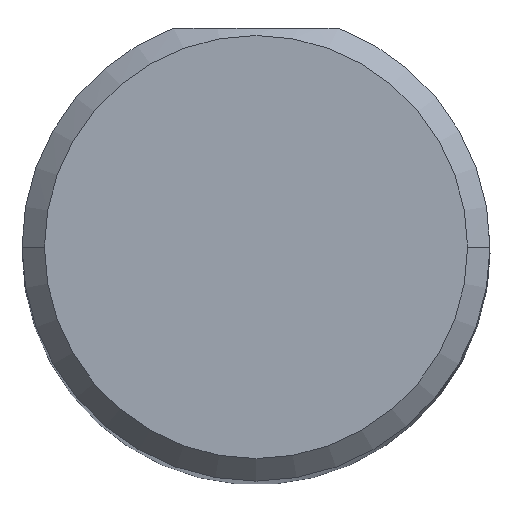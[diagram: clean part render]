
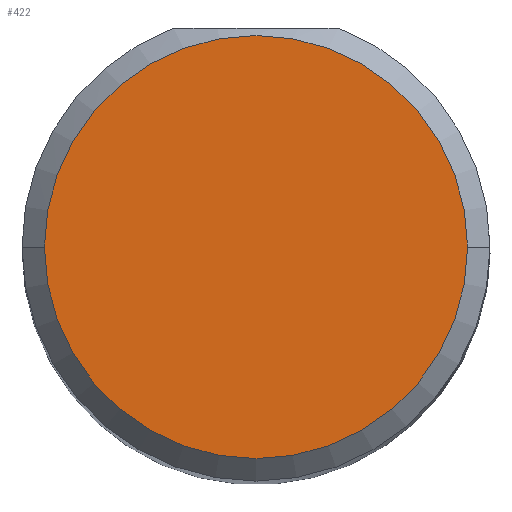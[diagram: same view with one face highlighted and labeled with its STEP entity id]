
A CAD part, top view. The second image highlights one B-rep face of the part: STEP entity #422.
In plain terms, the highlighted planar face has unit normal (0, 0, 1).
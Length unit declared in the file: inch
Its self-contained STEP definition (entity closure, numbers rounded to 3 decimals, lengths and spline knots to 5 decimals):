
#40 = CARTESIAN_POINT ( 'NONE',  ( 0., 0., 2.5 ) ) ;
#73 = DIRECTION ( 'NONE',  ( 0., 0., 1. ) ) ;
#114 = AXIS2_PLACEMENT_3D ( 'NONE', #393, #434, #473 ) ;
#138 = CIRCLE ( 'NONE', #114, 0.14125 ) ;
#162 = VERTEX_POINT ( 'NONE', #383 ) ;
#177 = CIRCLE ( 'NONE', #425, 0.14125 ) ;
#208 = EDGE_CURVE ( 'NONE', #281, #162, #138, .T. ) ;
#214 = ORIENTED_EDGE ( 'NONE', *, *, #208, .T. ) ;
#236 = AXIS2_PLACEMENT_3D ( 'NONE', #40, #73, #326 ) ;
#250 = EDGE_LOOP ( 'NONE', ( #456, #214 ) ) ;
#279 = PLANE ( 'NONE',  #236 ) ;
#281 = VERTEX_POINT ( 'NONE', #389 ) ;
#326 = DIRECTION ( 'NONE',  ( 1., 0., 0. ) ) ;
#383 = CARTESIAN_POINT ( 'NONE',  ( -0.14125, 0., 2.5 ) ) ;
#389 = CARTESIAN_POINT ( 'NONE',  ( 0.14125, 0., 2.5 ) ) ;
#393 = CARTESIAN_POINT ( 'NONE',  ( 0., 0., 2.5 ) ) ;
#412 = DIRECTION ( 'NONE',  ( 0., 0., 1. ) ) ;
#422 = ADVANCED_FACE ( 'NONE', ( #522 ), #279, .T. ) ;
#425 = AXIS2_PLACEMENT_3D ( 'NONE', #445, #412, #483 ) ;
#434 = DIRECTION ( 'NONE',  ( 0., 0., 1. ) ) ;
#445 = CARTESIAN_POINT ( 'NONE',  ( 0., 0., 2.5 ) ) ;
#456 = ORIENTED_EDGE ( 'NONE', *, *, #460, .T. ) ;
#460 = EDGE_CURVE ( 'NONE', #162, #281, #177, .T. ) ;
#473 = DIRECTION ( 'NONE',  ( 1., 0., 0. ) ) ;
#483 = DIRECTION ( 'NONE',  ( 1., 0., 0. ) ) ;
#522 = FACE_OUTER_BOUND ( 'NONE', #250, .T. ) ;
